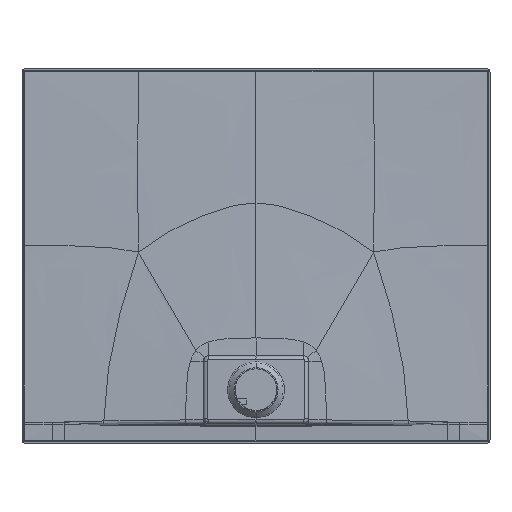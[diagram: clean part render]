
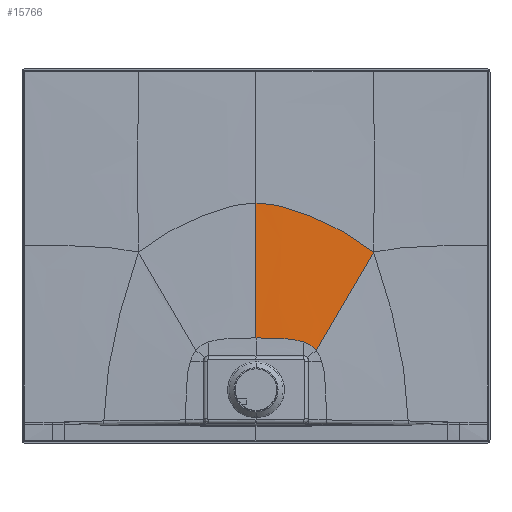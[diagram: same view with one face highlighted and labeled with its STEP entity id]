
A CAD part, front view. The second image highlights one B-rep face of the part: STEP entity #15766.
In plain terms, the highlighted free-form (B-spline) face has degree [3, 3] with [9, 8] control points.
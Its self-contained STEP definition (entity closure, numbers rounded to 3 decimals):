
#4678=CARTESIAN_POINT('',(0.,-9.749,
512.57));
#4690=CARTESIAN_POINT('',(251.377,-8.399,408.37));
#4691=CARTESIAN_POINT('',(240.247,-8.513,417.191));
#4692=CARTESIAN_POINT('',(217.975,-8.714,433.133));
#4693=CARTESIAN_POINT('',(173.958,-9.028,459.336));
#4694=CARTESIAN_POINT('',(120.491,-9.338,484.742));
#4695=CARTESIAN_POINT('',(58.824,-9.652,506.642));
#4696=CARTESIAN_POINT('',(19.308,-9.749,512.57));
#4697=CARTESIAN_POINT('',(0.,-9.749,
512.57));
#4728=DIRECTION('',(0.,-0.023,-1.));
#4729=VECTOR('',#4728,287.579);
#4730=CARTESIAN_POINT('',(0.,-9.749,
512.57));
#4731=LINE('',#4730,#4729);
#4755=CARTESIAN_POINT('',(251.377,-8.399,408.37));
#4756=CARTESIAN_POINT('',(247.429,-8.584,401.907));
#4757=CARTESIAN_POINT('',(239.719,-8.959,389.253));
#4758=CARTESIAN_POINT('',(225.152,-9.722,365.184));
#4759=CARTESIAN_POINT('',(202.094,-11.068,326.565));
#4760=CARTESIAN_POINT('',(176.003,-12.89,281.138));
#4761=CARTESIAN_POINT('',(150.783,-14.787,236.249));
#4762=CARTESIAN_POINT('',(135.666,-15.935,210.367));
#4763=CARTESIAN_POINT('',(128.373,-16.497,198.392));
#4781=CARTESIAN_POINT('',(251.377,-8.399,408.37));
#4858=CARTESIAN_POINT('',(101.03,-16.499,216.298));
#4859=CARTESIAN_POINT('',(106.845,-16.498,214.315));
#4860=CARTESIAN_POINT('',(117.111,-16.498,209.473));
#4861=CARTESIAN_POINT('',(124.969,-16.498,202.503));
#4862=CARTESIAN_POINT('',(128.373,-16.497,198.392));
#4879=CARTESIAN_POINT('',(0.,-16.499,
225.07));
#4880=CARTESIAN_POINT('',(11.658,-16.499,225.07));
#4881=CARTESIAN_POINT('',(33.167,-16.499,224.921));
#4882=CARTESIAN_POINT('',(60.433,-16.499,223.763));
#4883=CARTESIAN_POINT('',(83.121,-16.499,221.184));
#4884=CARTESIAN_POINT('',(95.475,-16.499,218.193));
#4885=CARTESIAN_POINT('',(101.03,-16.499,216.298));
#6256=VERTEX_POINT('',#4781);
#6262=VERTEX_POINT('',#4678);
#6266=CARTESIAN_POINT('',(0.,-16.499,
225.07));
#6267=VERTEX_POINT('',#6266);
#6270=VERTEX_POINT('',#4763);
#6271=VERTEX_POINT('',#4858);
#15683=CARTESIAN_POINT('',(-1.33,-16.567,
222.195));
#15684=CARTESIAN_POINT('',(16.979,-16.567,
222.201));
#15685=CARTESIAN_POINT('',(48.735,-16.566,
221.975));
#15686=CARTESIAN_POINT('',(84.731,-16.565,
219.053));
#15687=CARTESIAN_POINT('',(106.422,-16.564,
212.997));
#15688=CARTESIAN_POINT('',(119.907,-16.564,
204.912));
#15689=CARTESIAN_POINT('',(125.433,-16.564,
199.54));
#15690=CARTESIAN_POINT('',(127.964,-16.565,
196.391));
#15691=CARTESIAN_POINT('',(-1.329,-15.982,
247.111));
#15692=CARTESIAN_POINT('',(16.968,-15.982,
247.14));
#15693=CARTESIAN_POINT('',(49.195,-15.984,
246.033));
#15694=CARTESIAN_POINT('',(86.942,-15.993,
239.776));
#15695=CARTESIAN_POINT('',(110.592,-15.999,
230.18));
#15696=CARTESIAN_POINT('',(125.93,-15.993,
219.253));
#15697=CARTESIAN_POINT('',(132.515,-15.985,
212.488));
#15698=CARTESIAN_POINT('',(135.633,-15.98,
208.636));
#15699=CARTESIAN_POINT('',(-1.33,-14.834,
295.984));
#15700=CARTESIAN_POINT('',(16.968,-14.834,
296.057));
#15701=CARTESIAN_POINT('',(50.225,-14.839,
293.227));
#15702=CARTESIAN_POINT('',(91.65,-14.863,
280.653));
#15703=CARTESIAN_POINT('',(119.293,-14.877,
264.694));
#15704=CARTESIAN_POINT('',(138.303,-14.855,
248.89));
#15705=CARTESIAN_POINT('',(146.962,-14.828,
239.78));
#15706=CARTESIAN_POINT('',(151.225,-14.809,
234.737));
#15707=CARTESIAN_POINT('',(-1.332,-13.124,
368.816));
#15708=CARTESIAN_POINT('',(16.973,-13.124,
368.946));
#15709=CARTESIAN_POINT('',(51.849,-13.12,
363.873));
#15710=CARTESIAN_POINT('',(99.28,-13.116,
343.471));
#15711=CARTESIAN_POINT('',(133.671,-13.089,
320.028));
#15712=CARTESIAN_POINT('',(158.88,-13.004,
298.502));
#15713=CARTESIAN_POINT('',(170.982,-12.93,
286.518));
#15714=CARTESIAN_POINT('',(177.122,-12.881,
279.945));
#15715=CARTESIAN_POINT('',(-1.346,-11.718,
428.71));
#15716=CARTESIAN_POINT('',(17.127,-11.719,
428.869));
#15717=CARTESIAN_POINT('',(53.515,-11.686,
422.723));
#15718=CARTESIAN_POINT('',(106.371,-11.585,
398.879));
#15719=CARTESIAN_POINT('',(147.557,-11.457,
372.068));
#15720=CARTESIAN_POINT('',(179.496,-11.272,
347.166));
#15721=CARTESIAN_POINT('',(195.399,-11.136,
333.01));
#15722=CARTESIAN_POINT('',(203.585,-11.053,
325.138));
#15723=CARTESIAN_POINT('',(-1.38,-10.733,
470.637));
#15724=CARTESIAN_POINT('',(17.563,-10.735,
470.798));
#15725=CARTESIAN_POINT('',(55.488,-10.672,
464.564));
#15726=CARTESIAN_POINT('',(112.719,-10.468,
440.796));
#15727=CARTESIAN_POINT('',(159.697,-10.247,
413.935));
#15728=CARTESIAN_POINT('',(197.685,-9.986,
387.796));
#15729=CARTESIAN_POINT('',(216.996,-9.809,
372.34));
#15730=CARTESIAN_POINT('',(226.967,-9.703,
363.602));
#15731=CARTESIAN_POINT('',(-1.412,-10.156,
495.235));
#15732=CARTESIAN_POINT('',(17.958,-10.158,
495.392));
#15733=CARTESIAN_POINT('',(57.007,-10.075,
489.299));
#15734=CARTESIAN_POINT('',(117.048,-9.806,
466.298));
#15735=CARTESIAN_POINT('',(167.737,-9.531,
440.087));
#15736=CARTESIAN_POINT('',(209.6,-9.232,
413.563));
#15737=CARTESIAN_POINT('',(231.053,-9.035,
397.436));
#15738=CARTESIAN_POINT('',(242.123,-8.917,
388.229));
#15739=CARTESIAN_POINT('',(-1.432,-9.86,
507.854));
#15740=CARTESIAN_POINT('',(18.216,-9.862,
508.007));
#15741=CARTESIAN_POINT('',(57.934,-9.769,
502.051));
#15742=CARTESIAN_POINT('',(119.514,-9.465,
479.688));
#15743=CARTESIAN_POINT('',(172.213,-9.164,
454.035));
#15744=CARTESIAN_POINT('',(216.154,-8.85,
427.423));
#15745=CARTESIAN_POINT('',(238.734,-8.644,
410.984));
#15746=CARTESIAN_POINT('',(250.372,-8.522,
401.553));
#15747=CARTESIAN_POINT('',(-1.444,-9.704,
514.483));
#15748=CARTESIAN_POINT('',(18.368,-9.707,
514.634));
#15749=CARTESIAN_POINT('',(58.465,-9.608,
508.766));
#15750=CARTESIAN_POINT('',(120.885,-9.286,
486.796));
#15751=CARTESIAN_POINT('',(174.665,-8.973,
461.489));
#15752=CARTESIAN_POINT('',(219.712,-8.651,
434.855));
#15753=CARTESIAN_POINT('',(242.883,-8.442,
418.259));
#15754=CARTESIAN_POINT('',(254.816,-8.317,
408.717));
#15755=B_SPLINE_SURFACE_WITH_KNOTS('',3,3,((#15683,#15684,#15685,#15686,#15687,
#15688,#15689,#15690),(#15691,#15692,#15693,#15694,#15695,#15696,#15697,#15698),
(#15699,#15700,#15701,#15702,#15703,#15704,#15705,#15706),(#15707,#15708,#15709,
#15710,#15711,#15712,#15713,#15714),(#15715,#15716,#15717,#15718,#15719,#15720,
#15721,#15722),(#15723,#15724,#15725,#15726,#15727,#15728,#15729,#15730),
(#15731,#15732,#15733,#15734,#15735,#15736,#15737,#15738),(#15739,#15740,#15741,
#15742,#15743,#15744,#15745,#15746),(#15747,#15748,#15749,#15750,#15751,#15752,
#15753,#15754)),.UNSPECIFIED.,.F.,.F.,.F.,(4,1,1,1,1,1,4),(4,1,1,1,1,4),(
-0.005,0.125,0.25,0.375,0.438,0.469,0.503),
(-0.003,0.125,0.25,0.375,0.438,0.504),
.UNSPECIFIED.);
#15756=ORIENTED_EDGE('',*,*,#15671,.F.);
#15757=ORIENTED_EDGE('',*,*,#15494,.F.);
#15759=ORIENTED_EDGE('',*,*,#15758,.T.);
#15761=ORIENTED_EDGE('',*,*,#15760,.F.);
#15763=ORIENTED_EDGE('',*,*,#15762,.F.);
#15764=EDGE_LOOP('',(#15756,#15757,#15759,#15761,#15763));
#15765=FACE_OUTER_BOUND('',#15764,.F.);
#15766=ADVANCED_FACE('',(#15765),#15755,.F.);
#4698=B_SPLINE_CURVE_WITH_KNOTS('',3,(#4690,#4691,#4692,#4693,#4694,#4695,#4696,
#4697),.UNSPECIFIED.,.F.,.F.,(4,1,1,1,1,4),(0.,0.125,
0.25,0.5,0.75,1.),.UNSPECIFIED.);
#4764=B_SPLINE_CURVE_WITH_KNOTS('',3,(#4755,#4756,#4757,#4758,#4759,#4760,#4761,
#4762,#4763),.UNSPECIFIED.,.F.,.F.,(4,1,1,1,1,1,4),(0.,0.063,
0.125,0.25,0.5,0.75,1.),
.UNSPECIFIED.);
#4863=B_SPLINE_CURVE_WITH_KNOTS('',3,(#4858,#4859,#4860,#4861,#4862),
.UNSPECIFIED.,.F.,.F.,(4,1,4),(0.,0.5,1.),.UNSPECIFIED.);
#4886=B_SPLINE_CURVE_WITH_KNOTS('',3,(#4879,#4880,#4881,#4882,#4883,#4884,
#4885),.UNSPECIFIED.,.F.,.F.,(4,1,1,1,4),(0.,0.25,
0.5,0.75,1.),.UNSPECIFIED.);
#15494=EDGE_CURVE('',#6256,#6262,#4698,.T.);
#15671=EDGE_CURVE('',#6262,#6267,#4731,.T.);
#15758=EDGE_CURVE('',#6256,#6270,#4764,.T.);
#15760=EDGE_CURVE('',#6271,#6270,#4863,.T.);
#15762=EDGE_CURVE('',#6267,#6271,#4886,.T.);
